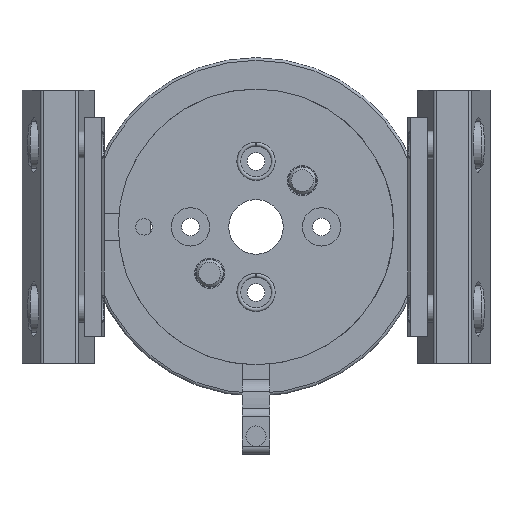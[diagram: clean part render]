
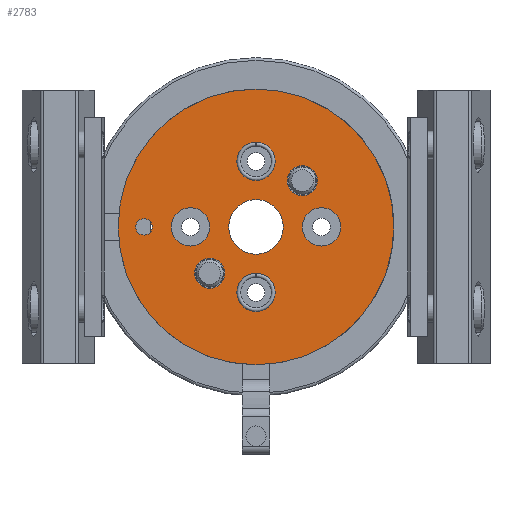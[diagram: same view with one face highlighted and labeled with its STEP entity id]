
A CAD part, front view. The second image highlights one B-rep face of the part: STEP entity #2783.
In plain terms, the highlighted planar face has unit normal (0, -1, 0).
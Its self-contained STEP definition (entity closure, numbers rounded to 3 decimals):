
#142=PLANE('',#3296);
#266=CIRCLE('',#3270,25.25);
#284=CIRCLE('',#3297,5.);
#285=CIRCLE('',#3298,3.5);
#286=CIRCLE('',#3299,1.5);
#287=CIRCLE('',#3300,2.75);
#288=CIRCLE('',#3301,2.75);
#289=CIRCLE('',#3302,3.5);
#290=CIRCLE('',#3303,3.5);
#291=CIRCLE('',#3304,3.5);
#480=ORIENTED_EDGE('',*,*,#1191,.F.);
#481=ORIENTED_EDGE('',*,*,#1192,.F.);
#482=ORIENTED_EDGE('',*,*,#1193,.F.);
#483=ORIENTED_EDGE('',*,*,#1194,.F.);
#484=ORIENTED_EDGE('',*,*,#1195,.F.);
#485=ORIENTED_EDGE('',*,*,#1196,.F.);
#486=ORIENTED_EDGE('',*,*,#1197,.F.);
#487=ORIENTED_EDGE('',*,*,#1198,.F.);
#488=ORIENTED_EDGE('',*,*,#1165,.T.);
#1165=EDGE_CURVE('',#1525,#1525,#266,.T.);
#1191=EDGE_CURVE('',#1546,#1546,#284,.T.);
#1192=EDGE_CURVE('',#1547,#1547,#285,.F.);
#1193=EDGE_CURVE('',#1548,#1548,#286,.T.);
#1194=EDGE_CURVE('',#1549,#1549,#287,.T.);
#1195=EDGE_CURVE('',#1550,#1550,#288,.T.);
#1196=EDGE_CURVE('',#1551,#1551,#289,.T.);
#1197=EDGE_CURVE('',#1552,#1552,#290,.T.);
#1198=EDGE_CURVE('',#1553,#1553,#291,.T.);
#1525=VERTEX_POINT('',#4625);
#1546=VERTEX_POINT('',#4689);
#1547=VERTEX_POINT('',#4691);
#1548=VERTEX_POINT('',#4693);
#1549=VERTEX_POINT('',#4695);
#1550=VERTEX_POINT('',#4697);
#1551=VERTEX_POINT('',#4699);
#1552=VERTEX_POINT('',#4701);
#1553=VERTEX_POINT('',#4703);
#2146=EDGE_LOOP('',(#480));
#2147=EDGE_LOOP('',(#481));
#2148=EDGE_LOOP('',(#482));
#2149=EDGE_LOOP('',(#483));
#2150=EDGE_LOOP('',(#484));
#2151=EDGE_LOOP('',(#485));
#2152=EDGE_LOOP('',(#486));
#2153=EDGE_LOOP('',(#487));
#2154=EDGE_LOOP('',(#488));
#2442=FACE_BOUND('',#2146,.T.);
#2443=FACE_BOUND('',#2147,.T.);
#2444=FACE_BOUND('',#2148,.T.);
#2445=FACE_BOUND('',#2149,.T.);
#2446=FACE_BOUND('',#2150,.T.);
#2447=FACE_BOUND('',#2151,.T.);
#2448=FACE_BOUND('',#2152,.T.);
#2449=FACE_BOUND('',#2153,.T.);
#2450=FACE_BOUND('',#2154,.T.);
#2783=ADVANCED_FACE('',(#2442,#2443,#2444,#2445,#2446,#2447,#2448,#2449,
#2450),#142,.F.);
#3270=AXIS2_PLACEMENT_3D('',#4624,#3668,#3669);
#3296=AXIS2_PLACEMENT_3D('',#4687,#3726,#3727);
#3297=AXIS2_PLACEMENT_3D('',#4688,#3728,#3729);
#3298=AXIS2_PLACEMENT_3D('',#4690,#3730,#3731);
#3299=AXIS2_PLACEMENT_3D('',#4692,#3732,#3733);
#3300=AXIS2_PLACEMENT_3D('',#4694,#3734,#3735);
#3301=AXIS2_PLACEMENT_3D('',#4696,#3736,#3737);
#3302=AXIS2_PLACEMENT_3D('',#4698,#3738,#3739);
#3303=AXIS2_PLACEMENT_3D('',#4700,#3740,#3741);
#3304=AXIS2_PLACEMENT_3D('',#4702,#3742,#3743);
#3668=DIRECTION('',(0.,-1.,0.));
#3669=DIRECTION('',(0.,0.,-1.));
#3726=DIRECTION('',(0.,1.,0.));
#3727=DIRECTION('',(0.,0.,1.));
#3728=DIRECTION('',(0.,-1.,0.));
#3729=DIRECTION('',(0.,0.,-1.));
#3730=DIRECTION('',(0.,1.,0.));
#3731=DIRECTION('',(0.,0.,1.));
#3732=DIRECTION('',(0.,-1.,0.));
#3733=DIRECTION('',(0.,0.,-1.));
#3734=DIRECTION('',(0.,-1.,0.));
#3735=DIRECTION('',(0.,0.,-1.));
#3736=DIRECTION('',(0.,-1.,0.));
#3737=DIRECTION('',(0.,0.,-1.));
#3738=DIRECTION('',(0.,-1.,0.));
#3739=DIRECTION('',(0.,0.,-1.));
#3740=DIRECTION('',(0.,-1.,0.));
#3741=DIRECTION('',(0.,0.,-1.));
#3742=DIRECTION('',(0.,-1.,0.));
#3743=DIRECTION('',(0.,0.,-1.));
#4624=CARTESIAN_POINT('',(0.,0.,0.));
#4625=CARTESIAN_POINT('',(0.,0.,-25.25));
#4687=CARTESIAN_POINT('',(25.25,0.,0.));
#4688=CARTESIAN_POINT('',(0.,0.,0.));
#4689=CARTESIAN_POINT('',(0.,0.,-5.));
#4690=CARTESIAN_POINT('',(12.,0.,0.));
#4691=CARTESIAN_POINT('',(12.,0.,3.5));
#4692=CARTESIAN_POINT('',(0.,0.,-20.5));
#4693=CARTESIAN_POINT('',(0.,0.,-22.));
#4694=CARTESIAN_POINT('',(-8.485,0.,8.485));
#4695=CARTESIAN_POINT('',(-8.485,0.,5.735));
#4696=CARTESIAN_POINT('',(8.485,0.,-8.485));
#4697=CARTESIAN_POINT('',(8.485,0.,-11.235));
#4698=CARTESIAN_POINT('',(0.,0.,12.));
#4699=CARTESIAN_POINT('',(0.,0.,8.5));
#4700=CARTESIAN_POINT('',(0.,0.,-12.));
#4701=CARTESIAN_POINT('',(0.,0.,-15.5));
#4702=CARTESIAN_POINT('',(-12.,0.,0.));
#4703=CARTESIAN_POINT('',(-12.,0.,-3.5));
